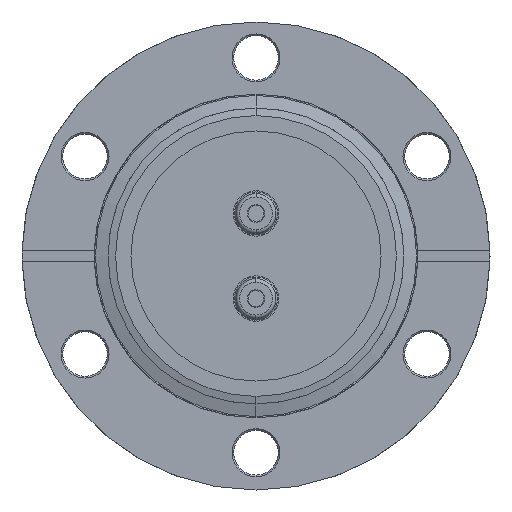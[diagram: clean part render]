
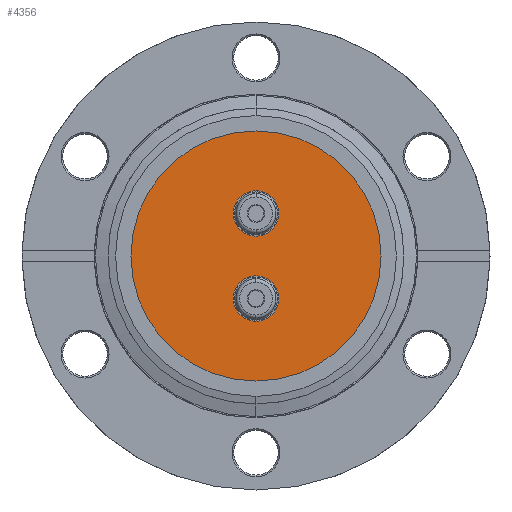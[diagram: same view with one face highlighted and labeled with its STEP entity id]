
A CAD part, front view. The second image highlights one B-rep face of the part: STEP entity #4356.
In plain terms, the highlighted planar face has unit normal (0, -1, 0).
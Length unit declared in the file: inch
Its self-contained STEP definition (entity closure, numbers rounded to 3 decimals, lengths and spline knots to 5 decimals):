
#76 = VERTEX_POINT ( 'NONE', #3139 ) ;
#103 = VERTEX_POINT ( 'NONE', #3309 ) ;
#125 = VERTEX_POINT ( 'NONE', #3331 ) ;
#195 = VERTEX_POINT ( 'NONE', #4300 ) ;
#197 = VERTEX_POINT ( 'NONE', #4302 ) ;
#391 = ORIENTED_EDGE ( 'NONE', *, *, #5063, .T. ) ;
#392 = ORIENTED_EDGE ( 'NONE', *, *, #915, .T. ) ;
#393 = ORIENTED_EDGE ( 'NONE', *, *, #5067, .F. ) ;
#394 = ORIENTED_EDGE ( 'NONE', *, *, #868, .F. ) ;
#395 = ORIENTED_EDGE ( 'NONE', *, *, #5072, .F. ) ;
#396 = ORIENTED_EDGE ( 'NONE', *, *, #863, .F. ) ;
#657 = VERTEX_POINT ( 'NONE', #4550 ) ;
#857 = CIRCLE ( 'NONE', #1098, 0.1335 ) ;
#863 = EDGE_CURVE ( 'NONE', #197, #76, #4172, .T. ) ;
#868 = EDGE_CURVE ( 'NONE', #657, #103, #4167, .T. ) ;
#915 = EDGE_CURVE ( 'NONE', #195, #125, #4106, .T. ) ;
#1093 = AXIS2_PLACEMENT_3D ( 'NONE', #1756, #1757, #1758 ) ;
#1095 = AXIS2_PLACEMENT_3D ( 'NONE', #1767, #1768, #1769 ) ;
#1098 = AXIS2_PLACEMENT_3D ( 'NONE', #2887, #2888, #2889 ) ;
#1360 = FACE_BOUND ( 'NONE', #2504, .T. ) ;
#1364 = FACE_BOUND ( 'NONE', #2497, .T. ) ;
#1369 = FACE_OUTER_BOUND ( 'NONE', #2494, .T. ) ;
#1756 = CARTESIAN_POINT ( 'NONE',  ( 0., -0.114, 0. ) ) ;
#1757 = DIRECTION ( 'NONE',  ( 0., -1., 0. ) ) ;
#1758 = DIRECTION ( 'NONE',  ( 0., 0., 1. ) ) ;
#1767 = CARTESIAN_POINT ( 'NONE',  ( 0., -0.114, 0.25 ) ) ;
#1768 = DIRECTION ( 'NONE',  ( 0., -1., 0. ) ) ;
#1769 = DIRECTION ( 'NONE',  ( 0., 0., 1. ) ) ;
#1787 = CIRCLE ( 'NONE', #1095, 0.1335 ) ;
#1790 = CIRCLE ( 'NONE', #1093, 0.735 ) ;
#2494 = EDGE_LOOP ( 'NONE', ( #392, #391 ) ) ;
#2497 = EDGE_LOOP ( 'NONE', ( #396, #395 ) ) ;
#2504 = EDGE_LOOP ( 'NONE', ( #394, #393 ) ) ;
#2887 = CARTESIAN_POINT ( 'NONE',  ( 0., -0.114, -0.25 ) ) ;
#2888 = DIRECTION ( 'NONE',  ( 0., -1., 0. ) ) ;
#2889 = DIRECTION ( 'NONE',  ( 0., 0., 1. ) ) ;
#3139 = CARTESIAN_POINT ( 'NONE',  ( 0., -0.114, -0.3835 ) ) ;
#3257 = AXIS2_PLACEMENT_3D ( 'NONE', #4572, #4573, #4574 ) ;
#3262 = AXIS2_PLACEMENT_3D ( 'NONE', #3880, #3881, #3882 ) ;
#3309 = CARTESIAN_POINT ( 'NONE',  ( 0., -0.114, 0.1165 ) ) ;
#3331 = CARTESIAN_POINT ( 'NONE',  ( 0., -0.114, -0.735 ) ) ;
#3413 = CARTESIAN_POINT ( 'NONE',  ( 0., -0.114, 0. ) ) ;
#3414 = DIRECTION ( 'NONE',  ( 0., -1., 0. ) ) ;
#3415 = DIRECTION ( 'NONE',  ( 0., 0., 1. ) ) ;
#3529 = DIRECTION ( 'NONE',  ( 0., -1., 0. ) ) ;
#3533 = CARTESIAN_POINT ( 'NONE',  ( 0., -0.114, 0. ) ) ;
#3534 = PLANE ( 'NONE',  #3748 ) ;
#3536 = DIRECTION ( 'NONE',  ( 0., 0., 1. ) ) ;
#3748 = AXIS2_PLACEMENT_3D ( 'NONE', #3533, #3529, #3536 ) ;
#3880 = CARTESIAN_POINT ( 'NONE',  ( 0., -0.114, 0.25 ) ) ;
#3881 = DIRECTION ( 'NONE',  ( 0., -1., 0. ) ) ;
#3882 = DIRECTION ( 'NONE',  ( 0., 0., 1. ) ) ;
#4106 = CIRCLE ( 'NONE', #4402, 0.735 ) ;
#4167 = CIRCLE ( 'NONE', #3262, 0.1335 ) ;
#4172 = CIRCLE ( 'NONE', #3257, 0.1335 ) ;
#4300 = CARTESIAN_POINT ( 'NONE',  ( 0., -0.114, 0.735 ) ) ;
#4302 = CARTESIAN_POINT ( 'NONE',  ( 0., -0.114, -0.1165 ) ) ;
#4356 = ADVANCED_FACE ( 'NONE', ( #1364, #1360, #1369 ), #3534, .T. ) ;
#4402 = AXIS2_PLACEMENT_3D ( 'NONE', #3413, #3414, #3415 ) ;
#4550 = CARTESIAN_POINT ( 'NONE',  ( 0., -0.114, 0.3835 ) ) ;
#4572 = CARTESIAN_POINT ( 'NONE',  ( 0., -0.114, -0.25 ) ) ;
#4573 = DIRECTION ( 'NONE',  ( 0., -1., 0. ) ) ;
#4574 = DIRECTION ( 'NONE',  ( 0., 0., 1. ) ) ;
#5063 = EDGE_CURVE ( 'NONE', #125, #195, #1790, .T. ) ;
#5067 = EDGE_CURVE ( 'NONE', #103, #657, #1787, .T. ) ;
#5072 = EDGE_CURVE ( 'NONE', #76, #197, #857, .T. ) ;
